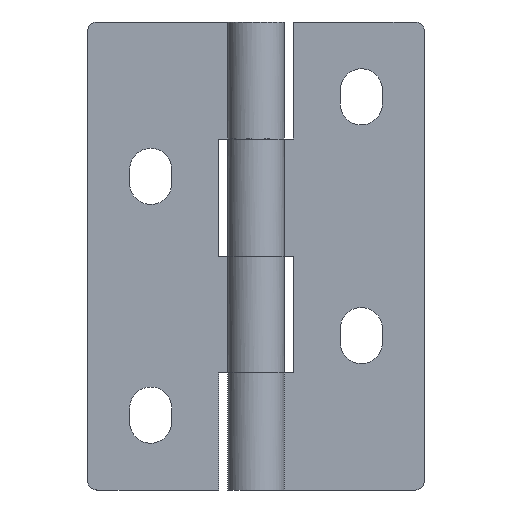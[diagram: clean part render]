
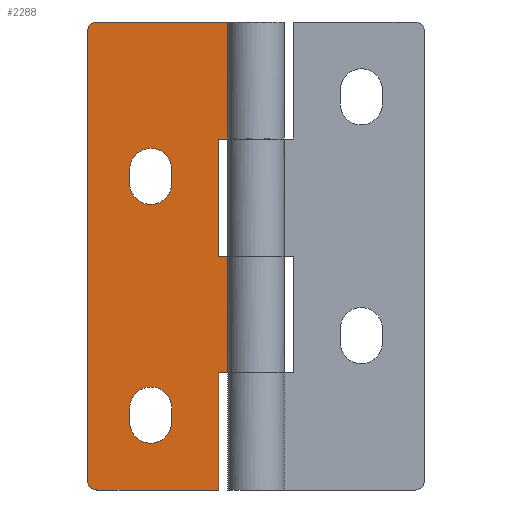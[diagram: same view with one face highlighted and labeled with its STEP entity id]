
A CAD part, front view. The second image highlights one B-rep face of the part: STEP entity #2288.
In plain terms, the highlighted free-form (B-spline) face has degree [1, 1] with [2, 2] control points.
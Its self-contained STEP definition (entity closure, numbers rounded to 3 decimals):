
#1238=CARTESIAN_POINT('',(-18.0,1.5,49.0));
#1239=VERTEX_POINT('',#1238);
#1245=CARTESIAN_POINT('',(-17.0,1.5,50.0));
#1246=VERTEX_POINT('',#1245);
#1247=CARTESIAN_POINT('',(-17.0,1.5,50.0));
#1248=CARTESIAN_POINT('',(-18.,1.5,50.0));
#1249=CARTESIAN_POINT('',(-18.0,1.5,49.0));
#1257=(BOUNDED_CURVE()B_SPLINE_CURVE(2,(#1247,#1248,#1249),.UNSPECIFIED.,.F.,.U.)CURVE()GEOMETRIC_REPRESENTATION_ITEM()QUASI_UNIFORM_CURVE()RATIONAL_B_SPLINE_CURVE((1.0,0.707,1.0))REPRESENTATION_ITEM(''));
#1258=EDGE_CURVE('',#1246,#1239,#1257,.T.);
#1299=CARTESIAN_POINT('',(-17.0,1.5,0.0));
#1300=VERTEX_POINT('',#1299);
#1306=CARTESIAN_POINT('',(-18.0,1.5,1.0));
#1307=VERTEX_POINT('',#1306);
#1308=CARTESIAN_POINT('',(-18.0,1.5,1.0));
#1309=CARTESIAN_POINT('',(-18.,1.5,0.0));
#1310=CARTESIAN_POINT('',(-17.0,1.5,0.0));
#1318=(BOUNDED_CURVE()B_SPLINE_CURVE(2,(#1308,#1309,#1310),.UNSPECIFIED.,.F.,.U.)CURVE()GEOMETRIC_REPRESENTATION_ITEM()QUASI_UNIFORM_CURVE()RATIONAL_B_SPLINE_CURVE((1.0,0.707,1.0))REPRESENTATION_ITEM(''));
#1319=EDGE_CURVE('',#1307,#1300,#1318,.T.);
#1343=CARTESIAN_POINT('',(-9.0,1.5,7.25));
#1344=VERTEX_POINT('',#1343);
#1350=CARTESIAN_POINT('',(-9.0,1.5,8.75));
#1351=VERTEX_POINT('',#1350);
#1352=CARTESIAN_POINT('',(-9.0,1.5,7.25));
#1353=CARTESIAN_POINT('',(-9.0,1.5,8.75));
#1354=QUASI_UNIFORM_CURVE('',1,(#1352,#1353),.UNSPECIFIED.,.F.,.U.);
#1355=EDGE_CURVE('',#1344,#1351,#1354,.T.);
#1402=CARTESIAN_POINT('',(-13.5,1.5,7.25));
#1403=VERTEX_POINT('',#1402);
#1409=CARTESIAN_POINT('',(-13.5,1.5,7.25));
#1410=CARTESIAN_POINT('',(-13.5,1.5,5.951));
#1411=CARTESIAN_POINT('',(-12.375,1.5,5.301));
#1412=CARTESIAN_POINT('',(-11.25,1.5,4.652));
#1413=CARTESIAN_POINT('',(-10.125,1.5,5.301));
#1414=CARTESIAN_POINT('',(-9.,1.5,5.951));
#1415=CARTESIAN_POINT('',(-9.0,1.5,7.25));
#1423=(BOUNDED_CURVE()B_SPLINE_CURVE(2,(#1409,#1410,#1411,#1412,#1413,#1414,#1415),.UNSPECIFIED.,.F.,.U.)B_SPLINE_CURVE_WITH_KNOTS((3,2,2,3),(0.0,0.333,0.667,1.0),.UNSPECIFIED.)CURVE()GEOMETRIC_REPRESENTATION_ITEM()RATIONAL_B_SPLINE_CURVE((1.0,0.866,1.0,0.866,1.0,0.866,1.0))REPRESENTATION_ITEM(''));
#1424=EDGE_CURVE('',#1403,#1344,#1423,.T.);
#1442=CARTESIAN_POINT('',(-13.5,1.5,8.75));
#1443=VERTEX_POINT('',#1442);
#1449=CARTESIAN_POINT('',(-13.5,1.5,8.75));
#1450=CARTESIAN_POINT('',(-13.5,1.5,7.25));
#1451=QUASI_UNIFORM_CURVE('',1,(#1449,#1450),.UNSPECIFIED.,.F.,.U.);
#1452=EDGE_CURVE('',#1443,#1403,#1451,.T.);
#1492=CARTESIAN_POINT('',(-9.0,1.5,8.75));
#1493=CARTESIAN_POINT('',(-9.0,1.5,11.));
#1494=CARTESIAN_POINT('',(-11.25,1.5,11.));
#1495=CARTESIAN_POINT('',(-13.5,1.5,11.));
#1496=CARTESIAN_POINT('',(-13.5,1.5,8.75));
#1504=(BOUNDED_CURVE()B_SPLINE_CURVE(2,(#1492,#1493,#1494,#1495,#1496),.UNSPECIFIED.,.F.,.U.)B_SPLINE_CURVE_WITH_KNOTS((3,2,3),(0.0,0.5,1.0),.UNSPECIFIED.)CURVE()GEOMETRIC_REPRESENTATION_ITEM()RATIONAL_B_SPLINE_CURVE((1.0,0.707,1.0,0.707,1.0))REPRESENTATION_ITEM(''));
#1505=EDGE_CURVE('',#1351,#1443,#1504,.T.);
#1525=CARTESIAN_POINT('',(-9.0,1.5,32.75));
#1526=VERTEX_POINT('',#1525);
#1532=CARTESIAN_POINT('',(-9.0,1.5,34.25));
#1533=VERTEX_POINT('',#1532);
#1534=CARTESIAN_POINT('',(-9.0,1.5,32.75));
#1535=CARTESIAN_POINT('',(-9.0,1.5,34.25));
#1536=QUASI_UNIFORM_CURVE('',1,(#1534,#1535),.UNSPECIFIED.,.F.,.U.);
#1537=EDGE_CURVE('',#1526,#1533,#1536,.T.);
#1584=CARTESIAN_POINT('',(-13.5,1.5,32.75));
#1585=VERTEX_POINT('',#1584);
#1591=CARTESIAN_POINT('',(-13.5,1.5,32.75));
#1592=CARTESIAN_POINT('',(-13.5,1.5,31.451));
#1593=CARTESIAN_POINT('',(-12.375,1.5,30.801));
#1594=CARTESIAN_POINT('',(-11.25,1.5,30.152));
#1595=CARTESIAN_POINT('',(-10.125,1.5,30.801));
#1596=CARTESIAN_POINT('',(-9.,1.5,31.451));
#1597=CARTESIAN_POINT('',(-9.0,1.5,32.75));
#1605=(BOUNDED_CURVE()B_SPLINE_CURVE(2,(#1591,#1592,#1593,#1594,#1595,#1596,#1597),.UNSPECIFIED.,.F.,.U.)B_SPLINE_CURVE_WITH_KNOTS((3,2,2,3),(0.0,0.333,0.667,1.0),.UNSPECIFIED.)CURVE()GEOMETRIC_REPRESENTATION_ITEM()RATIONAL_B_SPLINE_CURVE((1.0,0.866,1.0,0.866,1.0,0.866,1.0))REPRESENTATION_ITEM(''));
#1606=EDGE_CURVE('',#1585,#1526,#1605,.T.);
#1624=CARTESIAN_POINT('',(-13.5,1.5,34.25));
#1625=VERTEX_POINT('',#1624);
#1631=CARTESIAN_POINT('',(-13.5,1.5,34.25));
#1632=CARTESIAN_POINT('',(-13.5,1.5,32.75));
#1633=QUASI_UNIFORM_CURVE('',1,(#1631,#1632),.UNSPECIFIED.,.F.,.U.);
#1634=EDGE_CURVE('',#1625,#1585,#1633,.T.);
#1674=CARTESIAN_POINT('',(-9.0,1.5,34.25));
#1675=CARTESIAN_POINT('',(-9.0,1.5,36.5));
#1676=CARTESIAN_POINT('',(-11.25,1.5,36.5));
#1677=CARTESIAN_POINT('',(-13.5,1.5,36.5));
#1678=CARTESIAN_POINT('',(-13.5,1.5,34.25));
#1686=(BOUNDED_CURVE()B_SPLINE_CURVE(2,(#1674,#1675,#1676,#1677,#1678),.UNSPECIFIED.,.F.,.U.)B_SPLINE_CURVE_WITH_KNOTS((3,2,3),(0.0,0.5,1.0),.UNSPECIFIED.)CURVE()GEOMETRIC_REPRESENTATION_ITEM()RATIONAL_B_SPLINE_CURVE((1.0,0.707,1.0,0.707,1.0))REPRESENTATION_ITEM(''));
#1687=EDGE_CURVE('',#1533,#1625,#1686,.T.);
#1728=CARTESIAN_POINT('',(-4.0,1.5,25.0));
#1729=VERTEX_POINT('',#1728);
#1735=CARTESIAN_POINT('',(0.,1.5,25.0));
#1736=VERTEX_POINT('',#1735);
#1737=CARTESIAN_POINT('',(-4.0,1.5,25.0));
#1738=CARTESIAN_POINT('',(0.,1.5,25.0));
#1739=QUASI_UNIFORM_CURVE('',1,(#1737,#1738),.UNSPECIFIED.,.F.,.U.);
#1740=EDGE_CURVE('',#1729,#1736,#1739,.T.);
#1806=CARTESIAN_POINT('',(0.,1.5,37.5));
#1807=VERTEX_POINT('',#1806);
#1827=CARTESIAN_POINT('',(-4.0,1.5,37.5));
#1828=VERTEX_POINT('',#1827);
#1829=CARTESIAN_POINT('',(0.,1.5,37.5));
#1830=CARTESIAN_POINT('',(-4.0,1.5,37.5));
#1831=QUASI_UNIFORM_CURVE('',1,(#1829,#1830),.UNSPECIFIED.,.F.,.U.);
#1832=EDGE_CURVE('',#1807,#1828,#1831,.T.);
#1854=CARTESIAN_POINT('',(-4.0,1.5,37.5));
#1855=CARTESIAN_POINT('',(-4.0,1.5,25.0));
#1856=QUASI_UNIFORM_CURVE('',1,(#1854,#1855),.UNSPECIFIED.,.F.,.U.);
#1857=EDGE_CURVE('',#1828,#1729,#1856,.T.);
#1874=CARTESIAN_POINT('',(-4.0,1.5,12.5));
#1875=VERTEX_POINT('',#1874);
#1876=CARTESIAN_POINT('',(-4.0,1.5,0.0));
#1877=VERTEX_POINT('',#1876);
#1878=CARTESIAN_POINT('',(-4.0,1.5,12.5));
#1879=CARTESIAN_POINT('',(-4.0,1.5,0.0));
#1880=QUASI_UNIFORM_CURVE('',1,(#1878,#1879),.UNSPECIFIED.,.F.,.U.);
#1881=EDGE_CURVE('',#1875,#1877,#1880,.T.);
#1940=CARTESIAN_POINT('',(0.,1.5,12.5));
#1941=VERTEX_POINT('',#1940);
#1961=CARTESIAN_POINT('',(0.,1.5,12.5));
#1962=CARTESIAN_POINT('',(-4.0,1.5,12.5));
#1963=QUASI_UNIFORM_CURVE('',1,(#1961,#1962),.UNSPECIFIED.,.F.,.U.);
#1964=EDGE_CURVE('',#1941,#1875,#1963,.T.);
#1988=CARTESIAN_POINT('',(0.,1.5,50.0));
#1989=VERTEX_POINT('',#1988);
#1990=CARTESIAN_POINT('',(-17.0,1.5,50.0));
#1991=CARTESIAN_POINT('',(0.,1.5,50.0));
#1992=QUASI_UNIFORM_CURVE('',1,(#1990,#1991),.UNSPECIFIED.,.F.,.U.);
#1993=EDGE_CURVE('',#1246,#1989,#1992,.T.);
#2056=CARTESIAN_POINT('',(-18.0,1.5,49.0));
#2057=CARTESIAN_POINT('',(-18.0,1.5,1.0));
#2058=QUASI_UNIFORM_CURVE('',1,(#2056,#2057),.UNSPECIFIED.,.F.,.U.);
#2059=EDGE_CURVE('',#1239,#1307,#2058,.T.);
#2070=CARTESIAN_POINT('',(-17.0,1.5,0.0));
#2071=CARTESIAN_POINT('',(-4.0,1.5,0.0));
#2072=QUASI_UNIFORM_CURVE('',1,(#2070,#2071),.UNSPECIFIED.,.F.,.U.);
#2073=EDGE_CURVE('',#1300,#1877,#2072,.T.);
#2149=CARTESIAN_POINT('',(0.,1.5,25.0));
#2150=CARTESIAN_POINT('',(0.,1.5,12.5));
#2151=QUASI_UNIFORM_CURVE('',1,(#2149,#2150),.UNSPECIFIED.,.F.,.U.);
#2152=EDGE_CURVE('',#1736,#1941,#2151,.T.);
#2180=CARTESIAN_POINT('',(0.,1.5,50.0));
#2181=CARTESIAN_POINT('',(0.,1.5,37.5));
#2182=QUASI_UNIFORM_CURVE('',1,(#2180,#2181),.UNSPECIFIED.,.F.,.U.);
#2183=EDGE_CURVE('',#1989,#1807,#2182,.T.);
#2257=CARTESIAN_POINT('',(-18.899,1.5,-2.497));
#2258=CARTESIAN_POINT('',(-18.899,1.5,52.498));
#2259=CARTESIAN_POINT('',(0.899,1.5,-2.497));
#2260=CARTESIAN_POINT('',(0.899,1.5,52.498));
#2261=B_SPLINE_SURFACE_WITH_KNOTS('',1,1,((#2257,#2259),(#2258,#2260)),.UNSPECIFIED.,.F.,.F.,.U.,(2,2),(2,2),(0.0,54.995),(0.0,19.798),.UNSPECIFIED.);
#2262=ORIENTED_EDGE('',*,*,#2059,.T.);
#2263=ORIENTED_EDGE('',*,*,#1319,.T.);
#2264=ORIENTED_EDGE('',*,*,#2073,.T.);
#2265=ORIENTED_EDGE('',*,*,#1881,.F.);
#2266=ORIENTED_EDGE('',*,*,#1964,.F.);
#2267=ORIENTED_EDGE('',*,*,#2152,.F.);
#2268=ORIENTED_EDGE('',*,*,#1740,.F.);
#2269=ORIENTED_EDGE('',*,*,#1857,.F.);
#2270=ORIENTED_EDGE('',*,*,#1832,.F.);
#2271=ORIENTED_EDGE('',*,*,#2183,.F.);
#2272=ORIENTED_EDGE('',*,*,#1993,.F.);
#2273=ORIENTED_EDGE('',*,*,#1258,.T.);
#2274=EDGE_LOOP('',(#2262,#2263,#2264,#2265,#2266,#2267,#2268,#2269,#2270,#2271,#2272,#2273));
#2275=FACE_OUTER_BOUND('',#2274,.T.);
#2276=ORIENTED_EDGE('',*,*,#1687,.F.);
#2277=ORIENTED_EDGE('',*,*,#1537,.F.);
#2278=ORIENTED_EDGE('',*,*,#1606,.F.);
#2279=ORIENTED_EDGE('',*,*,#1634,.F.);
#2280=EDGE_LOOP('',(#2276,#2277,#2278,#2279));
#2281=FACE_BOUND('',#2280,.T.);
#2282=ORIENTED_EDGE('',*,*,#1505,.F.);
#2283=ORIENTED_EDGE('',*,*,#1355,.F.);
#2284=ORIENTED_EDGE('',*,*,#1424,.F.);
#2285=ORIENTED_EDGE('',*,*,#1452,.F.);
#2286=EDGE_LOOP('',(#2282,#2283,#2284,#2285));
#2287=FACE_BOUND('',#2286,.T.);
#2288=ADVANCED_FACE('',(#2275,#2281,#2287),#2261,.F.);
